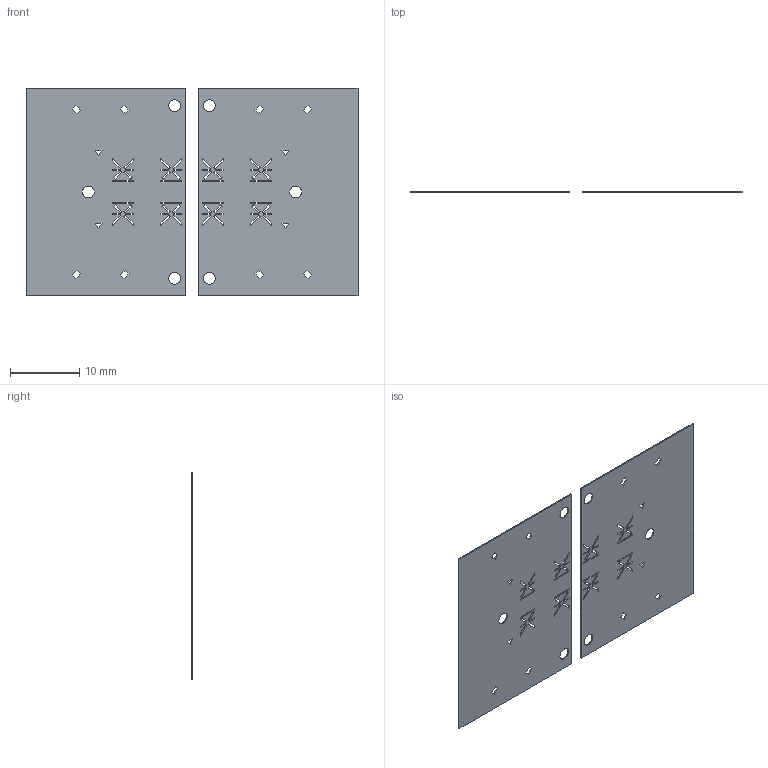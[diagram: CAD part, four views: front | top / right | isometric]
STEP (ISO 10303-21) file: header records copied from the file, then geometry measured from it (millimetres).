
FILE_DESCRIPTION(/* description */ (''),/* implementation_level */ '2;1');
FILE_NAME(/* name */ 'Ankle_CutOut_Joint_v10.step',/* time_stamp */ '2021-07-30T10:39:54-06:00',/* author */ (''),/* organization */ (''),/* preprocessor_version */ 'ST-DEVELOPER v18.1',/* originating_system */ 'Autodesk Translation Framework v10.9.0.1377',/* authorisation */ '');
FILE_SCHEMA (('AUTOMOTIVE_DESIGN { 1 0 10303 214 3 1 1 }'));
Length unit declared in the file: millimetre
Products named in the file (2): Ankle_CutOut; CutOut_Joints
Assembly tree (1 placements, depth 2):
  Ankle_CutOut
    CutOut_Joints
Bounding box: 47.99 x 0.15 x 30 mm (x, y, z)
Volume: 200.3 mm3; surface area: 2746 mm2
Topology: 2 solids, 2 shells, 350 faces, 1038 edges, 692 vertices
Faces by surface type: plane 280, cylinder 70
Full cylindrical faces by diameter (mm): 1.7 x6
Entity records: 11964 total; most frequent: CARTESIAN_POINT 2083, ORIENTED_EDGE 2076, DIRECTION 1884, EDGE_CURVE 1038, LINE 898, VECTOR 898, VERTEX_POINT 692, EDGE_LOOP 498
